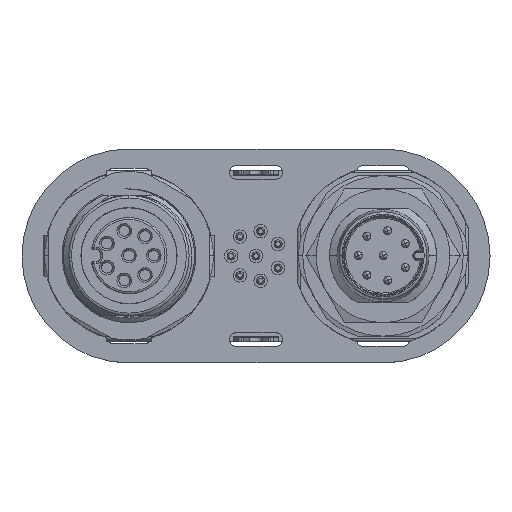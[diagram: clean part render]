
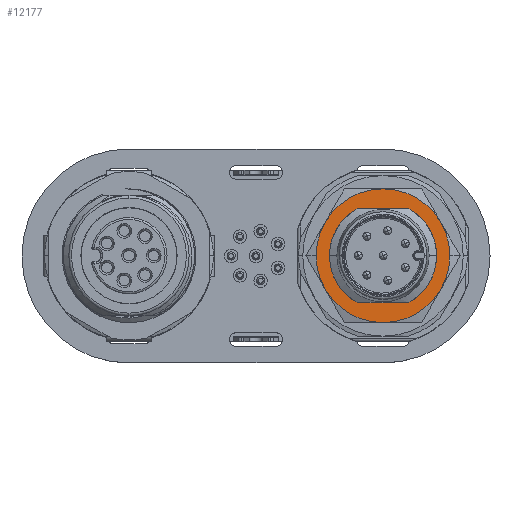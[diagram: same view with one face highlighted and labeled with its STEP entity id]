
A CAD part, top view. The second image highlights one B-rep face of the part: STEP entity #12177.
In plain terms, the highlighted face is planar.
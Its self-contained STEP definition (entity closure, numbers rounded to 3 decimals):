
#12177 = ADVANCED_FACE('',(#12178,#12252),#12288,.T.);
#12178 = FACE_BOUND('',#12179,.T.);
#12179 = EDGE_LOOP('',(#12180,#12191,#12200,#12209,#12218,#12227,#12236,
    #12245));
#12180 = ORIENTED_EDGE('',*,*,#12181,.T.);
#12181 = EDGE_CURVE('',#12182,#12184,#12186,.T.);
#12182 = VERTEX_POINT('',#12183);
#12183 = CARTESIAN_POINT('',(10.5,-4.33,-2.5));
#12184 = VERTEX_POINT('',#12185);
#12185 = CARTESIAN_POINT('',(10.5,0.,-5.));
#12186 = CIRCLE('',#12187,5.);
#12187 = AXIS2_PLACEMENT_3D('',#12188,#12189,#12190);
#12188 = CARTESIAN_POINT('',(10.5,0.,0.
    ));
#12189 = DIRECTION('',(1.,0.,0.));
#12190 = DIRECTION('',(0.,0.,-1.));
#12191 = ORIENTED_EDGE('',*,*,#12192,.T.);
#12192 = EDGE_CURVE('',#12184,#12193,#12195,.T.);
#12193 = VERTEX_POINT('',#12194);
#12194 = CARTESIAN_POINT('',(10.5,4.33,-2.5));
#12195 = CIRCLE('',#12196,5.);
#12196 = AXIS2_PLACEMENT_3D('',#12197,#12198,#12199);
#12197 = CARTESIAN_POINT('',(10.5,0.,0.
    ));
#12198 = DIRECTION('',(1.,0.,0.));
#12199 = DIRECTION('',(0.,0.,-1.));
#12200 = ORIENTED_EDGE('',*,*,#12201,.T.);
#12201 = EDGE_CURVE('',#12193,#12202,#12204,.T.);
#12202 = VERTEX_POINT('',#12203);
#12203 = CARTESIAN_POINT('',(10.5,5.,0.));
#12204 = CIRCLE('',#12205,5.);
#12205 = AXIS2_PLACEMENT_3D('',#12206,#12207,#12208);
#12206 = CARTESIAN_POINT('',(10.5,0.,0.
    ));
#12207 = DIRECTION('',(1.,0.,0.));
#12208 = DIRECTION('',(0.,0.,-1.));
#12209 = ORIENTED_EDGE('',*,*,#12210,.T.);
#12210 = EDGE_CURVE('',#12202,#12211,#12213,.T.);
#12211 = VERTEX_POINT('',#12212);
#12212 = CARTESIAN_POINT('',(10.5,4.33,2.5));
#12213 = CIRCLE('',#12214,5.);
#12214 = AXIS2_PLACEMENT_3D('',#12215,#12216,#12217);
#12215 = CARTESIAN_POINT('',(10.5,0.,0.
    ));
#12216 = DIRECTION('',(1.,0.,0.));
#12217 = DIRECTION('',(0.,0.,-1.));
#12218 = ORIENTED_EDGE('',*,*,#12219,.F.);
#12219 = EDGE_CURVE('',#12220,#12211,#12222,.T.);
#12220 = VERTEX_POINT('',#12221);
#12221 = CARTESIAN_POINT('',(10.5,0.,5.));
#12222 = CIRCLE('',#12223,5.);
#12223 = AXIS2_PLACEMENT_3D('',#12224,#12225,#12226);
#12224 = CARTESIAN_POINT('',(10.5,0.,0.
    ));
#12225 = DIRECTION('',(-1.,0.,0.));
#12226 = DIRECTION('',(0.,0.,1.));
#12227 = ORIENTED_EDGE('',*,*,#12228,.T.);
#12228 = EDGE_CURVE('',#12220,#12229,#12231,.T.);
#12229 = VERTEX_POINT('',#12230);
#12230 = CARTESIAN_POINT('',(10.5,-4.33,2.5));
#12231 = CIRCLE('',#12232,5.);
#12232 = AXIS2_PLACEMENT_3D('',#12233,#12234,#12235);
#12233 = CARTESIAN_POINT('',(10.5,0.,0.
    ));
#12234 = DIRECTION('',(1.,0.,0.));
#12235 = DIRECTION('',(0.,0.,-1.));
#12236 = ORIENTED_EDGE('',*,*,#12237,.T.);
#12237 = EDGE_CURVE('',#12229,#12238,#12240,.T.);
#12238 = VERTEX_POINT('',#12239);
#12239 = CARTESIAN_POINT('',(10.5,-5.,0.));
#12240 = CIRCLE('',#12241,5.);
#12241 = AXIS2_PLACEMENT_3D('',#12242,#12243,#12244);
#12242 = CARTESIAN_POINT('',(10.5,0.,0.
    ));
#12243 = DIRECTION('',(1.,0.,0.));
#12244 = DIRECTION('',(0.,0.,-1.));
#12245 = ORIENTED_EDGE('',*,*,#12246,.T.);
#12246 = EDGE_CURVE('',#12238,#12182,#12247,.T.);
#12247 = CIRCLE('',#12248,5.);
#12248 = AXIS2_PLACEMENT_3D('',#12249,#12250,#12251);
#12249 = CARTESIAN_POINT('',(10.5,0.,0.
    ));
#12250 = DIRECTION('',(1.,0.,0.));
#12251 = DIRECTION('',(0.,0.,-1.));
#12252 = FACE_BOUND('',#12253,.T.);
#12253 = EDGE_LOOP('',(#12254,#12264,#12273,#12281));
#12254 = ORIENTED_EDGE('',*,*,#12255,.F.);
#12255 = EDGE_CURVE('',#12256,#12258,#12260,.T.);
#12256 = VERTEX_POINT('',#12257);
#12257 = CARTESIAN_POINT('',(10.5,1.936,3.5));
#12258 = VERTEX_POINT('',#12259);
#12259 = CARTESIAN_POINT('',(10.5,-1.936,3.5));
#12260 = LINE('',#12261,#12262);
#12261 = CARTESIAN_POINT('',(10.5,-2.5,3.5));
#12262 = VECTOR('',#12263,1.);
#12263 = DIRECTION('',(0.,-1.,0.));
#12264 = ORIENTED_EDGE('',*,*,#12265,.T.);
#12265 = EDGE_CURVE('',#12256,#12266,#12268,.T.);
#12266 = VERTEX_POINT('',#12267);
#12267 = CARTESIAN_POINT('',(10.5,1.936,-3.5));
#12268 = CIRCLE('',#12269,4.);
#12269 = AXIS2_PLACEMENT_3D('',#12270,#12271,#12272);
#12270 = CARTESIAN_POINT('',(10.5,0.,0.));
#12271 = DIRECTION('',(-1.,0.,0.));
#12272 = DIRECTION('',(0.,0.,-1.));
#12273 = ORIENTED_EDGE('',*,*,#12274,.F.);
#12274 = EDGE_CURVE('',#12275,#12266,#12277,.T.);
#12275 = VERTEX_POINT('',#12276);
#12276 = CARTESIAN_POINT('',(10.5,-1.936,-3.5));
#12277 = LINE('',#12278,#12279);
#12278 = CARTESIAN_POINT('',(10.5,2.5,-3.5));
#12279 = VECTOR('',#12280,1.);
#12280 = DIRECTION('',(0.,1.,0.));
#12281 = ORIENTED_EDGE('',*,*,#12282,.T.);
#12282 = EDGE_CURVE('',#12275,#12258,#12283,.T.);
#12283 = CIRCLE('',#12284,4.);
#12284 = AXIS2_PLACEMENT_3D('',#12285,#12286,#12287);
#12285 = CARTESIAN_POINT('',(10.5,0.,0.));
#12286 = DIRECTION('',(-1.,0.,0.));
#12287 = DIRECTION('',(0.,0.,-1.));
#12288 = PLANE('',#12289);
#12289 = AXIS2_PLACEMENT_3D('',#12290,#12291,#12292);
#12290 = CARTESIAN_POINT('',(10.5,0.,0.
    ));
#12291 = DIRECTION('',(1.,-0.,0.));
#12292 = DIRECTION('',(0.,0.,-1.));
